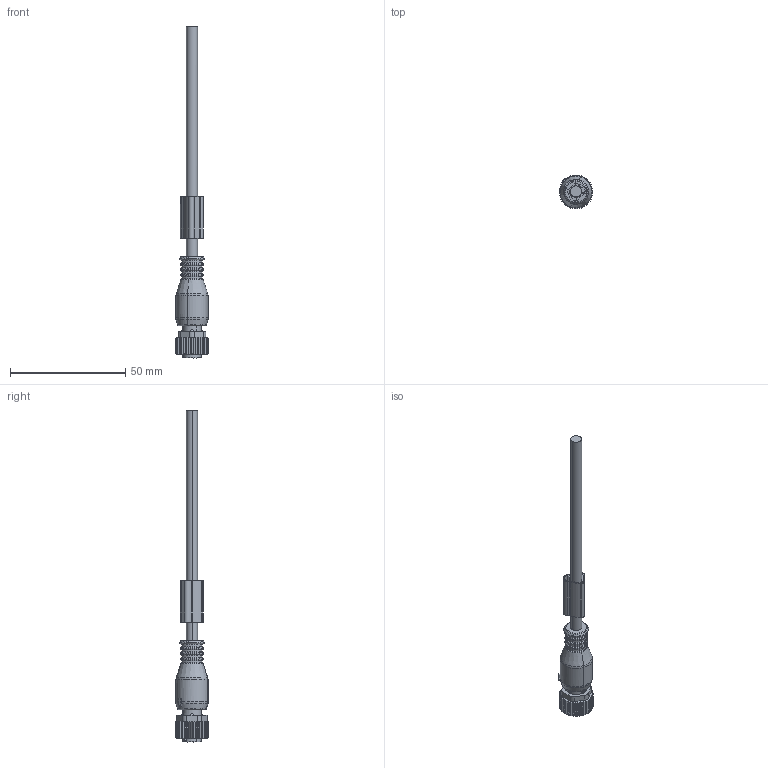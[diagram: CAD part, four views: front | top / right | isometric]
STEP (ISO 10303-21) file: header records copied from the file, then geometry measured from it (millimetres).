
FILE_DESCRIPTION(('CATIA V5 STEP Exchange','CAx-IF Rec.Pracs.--- Model Styling and Organization---1.5--- 2016-08-15','CAx-IF Rec.Pracs.---Supplemental Geometry---1.0---2011-11-01','CAx-IF Rec.Pracs.--- Composite Materials ---1.1---2010-07-15'),'2;1');
FILE_NAME ('346880-2_0', '2025-11-03T07:23:08+00:00', ('none'), ('Weidmueller'), 'CATIA Version 5-6 Release 2024 SP4', 'CATIA V5 STEP AP214 v3', 'none');
FILE_SCHEMA(('AUTOMOTIVE_DESIGN { 1 0 10303 214 1 1 1 1 }'));
Length unit declared in the file: millimetre
Products named in the file (1): 1108740000
Bounding box: 14.6 x 14.52 x 144 mm (x, y, z)
Volume: 6942.9 mm3; surface area: 6335.7 mm2
Topology: 2 solids, 11 shells, 629 faces, 1608 edges, 1012 vertices
Faces by surface type: plane 247, cylinder 203, cone 88, torus 60, bspline 16, revolution 11, sphere 4
Entity records: 19867 total; most frequent: CARTESIAN_POINT 6031, ORIENTED_EDGE 3180, DIRECTION 1998, EDGE_CURVE 1590, VERTEX_POINT 1012, AXIS2_PLACEMENT_3D 930, EDGE_LOOP 680, VECTOR 633
